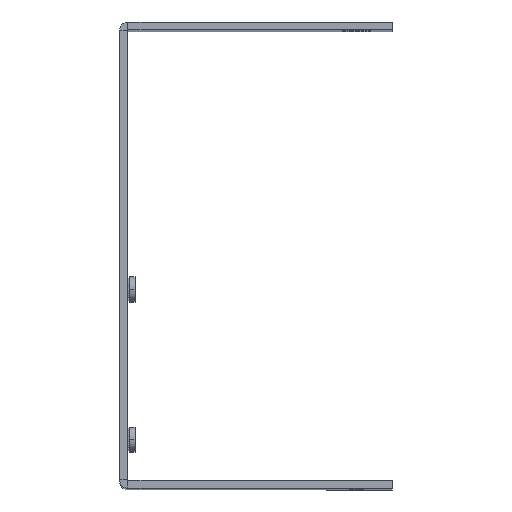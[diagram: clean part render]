
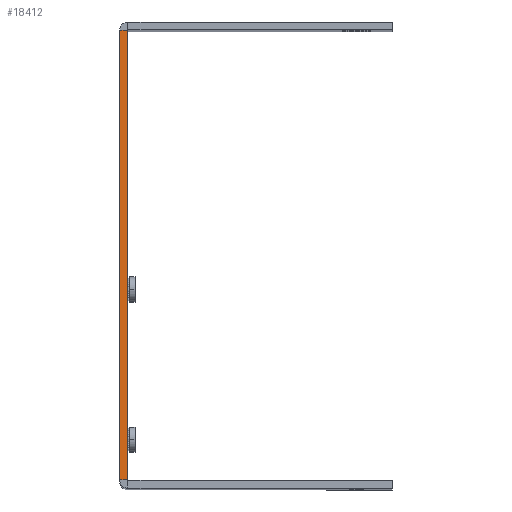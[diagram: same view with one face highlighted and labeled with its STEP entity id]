
A CAD part, top view. The second image highlights one B-rep face of the part: STEP entity #18412.
In plain terms, the highlighted planar face has unit normal (0, 0, 1).
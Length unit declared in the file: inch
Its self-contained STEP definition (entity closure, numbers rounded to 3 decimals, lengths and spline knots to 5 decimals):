
#432 = VERTEX_POINT ( 'NONE', #14384 ) ;
#1087 = VECTOR ( 'NONE', #7719, 39.37008 ) ;
#1184 = VERTEX_POINT ( 'NONE', #5626 ) ;
#2321 = ORIENTED_EDGE ( 'NONE', *, *, #15917, .T. ) ;
#2539 = CARTESIAN_POINT ( 'NONE',  ( -2.88214, 1.63024, 5.04188 ) ) ;
#3034 = EDGE_CURVE ( 'NONE', #432, #19526, #14969, .T. ) ;
#3517 = EDGE_CURVE ( 'NONE', #6914, #1184, #4204, .T. ) ;
#4113 = DIRECTION ( 'NONE',  ( 1., 0., 0. ) ) ;
#4126 = CARTESIAN_POINT ( 'NONE',  ( -2.88214, 1.54756, 5.04188 ) ) ;
#4204 = LINE ( 'NONE', #14523, #6969 ) ;
#4223 = DIRECTION ( 'NONE',  ( 0., -1., 0. ) ) ;
#5351 = FACE_OUTER_BOUND ( 'NONE', #12214, .T. ) ;
#5485 = DIRECTION ( 'NONE',  ( 0., 1., 0. ) ) ;
#5626 = CARTESIAN_POINT ( 'NONE',  ( -2.8034, 1.63024, 5.04188 ) ) ;
#6107 = CARTESIAN_POINT ( 'NONE',  ( -2.8034, 6.11055, 5.04188 ) ) ;
#6488 = ORIENTED_EDGE ( 'NONE', *, *, #12435, .F. ) ;
#6724 = VECTOR ( 'NONE', #4223, 39.37008 ) ;
#6914 = VERTEX_POINT ( 'NONE', #2539 ) ;
#6969 = VECTOR ( 'NONE', #4113, 39.37008 ) ;
#7719 = DIRECTION ( 'NONE',  ( 0., -1., 0. ) ) ;
#7853 = VECTOR ( 'NONE', #20265, 39.37008 ) ;
#7951 = LINE ( 'NONE', #18277, #1087 ) ;
#8047 = ORIENTED_EDGE ( 'NONE', *, *, #3034, .T. ) ;
#10753 = PLANE ( 'NONE',  #17226 ) ;
#12214 = EDGE_LOOP ( 'NONE', ( #2321, #15687, #6488, #8047 ) ) ;
#12435 = EDGE_CURVE ( 'NONE', #432, #1184, #7951, .T. ) ;
#12725 = DIRECTION ( 'NONE',  ( 0., 0., 1. ) ) ;
#14384 = CARTESIAN_POINT ( 'NONE',  ( -2.8034, 6.11055, 5.04188 ) ) ;
#14523 = CARTESIAN_POINT ( 'NONE',  ( -2.88214, 1.63024, 5.04188 ) ) ;
#14818 = CARTESIAN_POINT ( 'NONE',  ( -2.79946, 1.6263, 5.04188 ) ) ;
#14969 = LINE ( 'NONE', #6107, #7853 ) ;
#15014 = LINE ( 'NONE', #4126, #6724 ) ;
#15687 = ORIENTED_EDGE ( 'NONE', *, *, #3517, .T. ) ;
#15801 = CARTESIAN_POINT ( 'NONE',  ( -2.88214, 6.11055, 5.04188 ) ) ;
#15917 = EDGE_CURVE ( 'NONE', #19526, #6914, #15014, .T. ) ;
#17226 = AXIS2_PLACEMENT_3D ( 'NONE', #14818, #12725, #5485 ) ;
#18277 = CARTESIAN_POINT ( 'NONE',  ( -2.8034, 1.54756, 5.04188 ) ) ;
#18412 = ADVANCED_FACE ( 'NONE', ( #5351 ), #10753, .T. ) ;
#19526 = VERTEX_POINT ( 'NONE', #15801 ) ;
#20265 = DIRECTION ( 'NONE',  ( -1., 0., 0. ) ) ;
